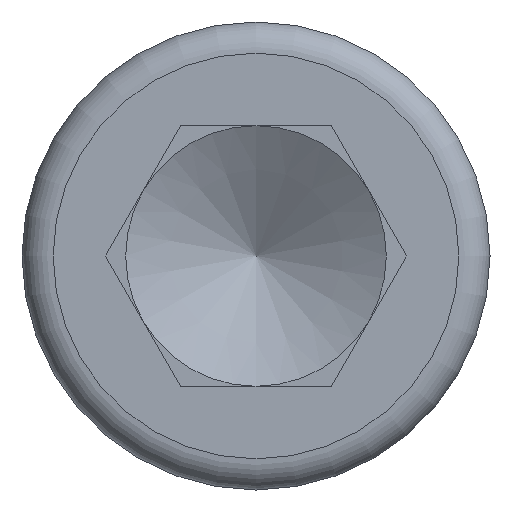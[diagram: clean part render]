
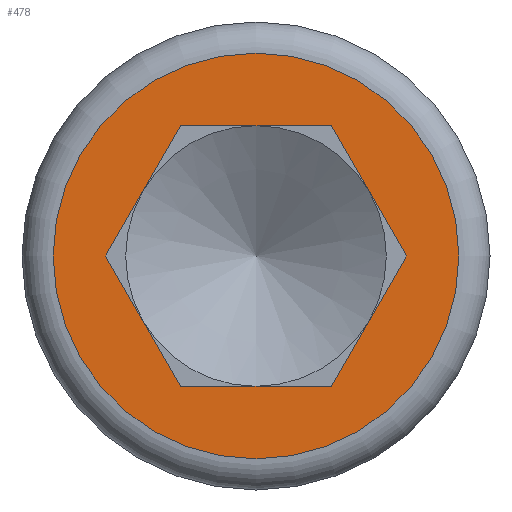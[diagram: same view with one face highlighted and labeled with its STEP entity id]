
A CAD part, left-side view. The second image highlights one B-rep face of the part: STEP entity #478.
In plain terms, the highlighted planar face has unit normal (-1, 0, 0).
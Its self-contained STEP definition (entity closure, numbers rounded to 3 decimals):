
#98 = CARTESIAN_POINT ( 'NONE',  ( 0., 0., 0. ) ) ;
#193 = EDGE_CURVE ( 'NONE', #2052, #550, #3114, .T. ) ;
#265 = VERTEX_POINT ( 'NONE', #3006 ) ;
#311 = AXIS2_PLACEMENT_3D ( 'NONE', #98, #2802, #1287 ) ;
#333 = DIRECTION ( 'NONE',  ( 0., -0.5, -0.866 ) ) ;
#400 = CARTESIAN_POINT ( 'NONE',  ( 0., 5.788, 0. ) ) ;
#428 = VERTEX_POINT ( 'NONE', #2169 ) ;
#440 = AXIS2_PLACEMENT_3D ( 'NONE', #820, #2509, #1525 ) ;
#458 = DIRECTION ( 'NONE',  ( 0., 0.5, -0.866 ) ) ;
#478 = ADVANCED_FACE ( 'NONE', ( #1041, #3035 ), #1512, .T. ) ;
#494 = VECTOR ( 'NONE', #884, 1000. ) ;
#504 = VECTOR ( 'NONE', #724, 1000. ) ;
#511 = CARTESIAN_POINT ( 'NONE',  ( 0., 2.894, -5.013 ) ) ;
#550 = VERTEX_POINT ( 'NONE', #1499 ) ;
#621 = ORIENTED_EDGE ( 'NONE', *, *, #1759, .T. ) ;
#640 = CARTESIAN_POINT ( 'NONE',  ( 0., 2.894, -5.013 ) ) ;
#672 = DIRECTION ( 'NONE',  ( 0., -1., 0. ) ) ;
#724 = DIRECTION ( 'NONE',  ( 0., -0.5, 0.866 ) ) ;
#793 = EDGE_LOOP ( 'NONE', ( #1184 ) ) ;
#820 = CARTESIAN_POINT ( 'NONE',  ( 0., 0., 0. ) ) ;
#844 = LINE ( 'NONE', #2586, #2816 ) ;
#884 = DIRECTION ( 'NONE',  ( 0., -0.5, -0.866 ) ) ;
#904 = CARTESIAN_POINT ( 'NONE',  ( 0., -5.788, 0. ) ) ;
#933 = EDGE_CURVE ( 'NONE', #428, #2052, #1104, .T. ) ;
#1041 = FACE_BOUND ( 'NONE', #2522, .T. ) ;
#1078 = VECTOR ( 'NONE', #2680, 1000. ) ;
#1104 = LINE ( 'NONE', #400, #494 ) ;
#1163 = CARTESIAN_POINT ( 'NONE',  ( 0., -2.894, 5.013 ) ) ;
#1184 = ORIENTED_EDGE ( 'NONE', *, *, #2294, .T. ) ;
#1287 = DIRECTION ( 'NONE',  ( 0., 0., 1. ) ) ;
#1412 = ORIENTED_EDGE ( 'NONE', *, *, #1453, .T. ) ;
#1426 = VECTOR ( 'NONE', #672, 1000. ) ;
#1453 = EDGE_CURVE ( 'NONE', #2740, #2848, #844, .T. ) ;
#1469 = LINE ( 'NONE', #1163, #1078 ) ;
#1499 = CARTESIAN_POINT ( 'NONE',  ( 0., -2.894, -5.012 ) ) ;
#1512 = PLANE ( 'NONE',  #440 ) ;
#1525 = DIRECTION ( 'NONE',  ( 0., 0., 1. ) ) ;
#1622 = EDGE_CURVE ( 'NONE', #2848, #550, #2175, .T. ) ;
#1689 = CIRCLE ( 'NONE', #311, 7.8 ) ;
#1759 = EDGE_CURVE ( 'NONE', #428, #2918, #1768, .T. ) ;
#1760 = ORIENTED_EDGE ( 'NONE', *, *, #193, .F. ) ;
#1768 = LINE ( 'NONE', #2742, #504 ) ;
#1772 = CARTESIAN_POINT ( 'NONE',  ( 0., -2.894, 5.013 ) ) ;
#1824 = CARTESIAN_POINT ( 'NONE',  ( 0., 2.894, 5.012 ) ) ;
#2052 = VERTEX_POINT ( 'NONE', #511 ) ;
#2109 = ORIENTED_EDGE ( 'NONE', *, *, #933, .F. ) ;
#2169 = CARTESIAN_POINT ( 'NONE',  ( 0., 5.788, 0. ) ) ;
#2175 = LINE ( 'NONE', #3092, #2446 ) ;
#2294 = EDGE_CURVE ( 'NONE', #265, #265, #1689, .T. ) ;
#2446 = VECTOR ( 'NONE', #458, 1000. ) ;
#2509 = DIRECTION ( 'NONE',  ( -1., 0., 0. ) ) ;
#2522 = EDGE_LOOP ( 'NONE', ( #621, #3120, #1412, #2877, #1760, #2109 ) ) ;
#2586 = CARTESIAN_POINT ( 'NONE',  ( 0., -2.894, 5.013 ) ) ;
#2680 = DIRECTION ( 'NONE',  ( 0., 1., 0. ) ) ;
#2740 = VERTEX_POINT ( 'NONE', #1772 ) ;
#2742 = CARTESIAN_POINT ( 'NONE',  ( 0., 5.788, 0. ) ) ;
#2802 = DIRECTION ( 'NONE',  ( -1., 0., 0. ) ) ;
#2816 = VECTOR ( 'NONE', #333, 1000. ) ;
#2848 = VERTEX_POINT ( 'NONE', #904 ) ;
#2877 = ORIENTED_EDGE ( 'NONE', *, *, #1622, .T. ) ;
#2918 = VERTEX_POINT ( 'NONE', #1824 ) ;
#3006 = CARTESIAN_POINT ( 'NONE',  ( 0., 0., 7.8 ) ) ;
#3035 = FACE_OUTER_BOUND ( 'NONE', #793, .T. ) ;
#3040 = EDGE_CURVE ( 'NONE', #2740, #2918, #1469, .T. ) ;
#3092 = CARTESIAN_POINT ( 'NONE',  ( 0., -5.788, 0. ) ) ;
#3114 = LINE ( 'NONE', #640, #1426 ) ;
#3120 = ORIENTED_EDGE ( 'NONE', *, *, #3040, .F. ) ;
